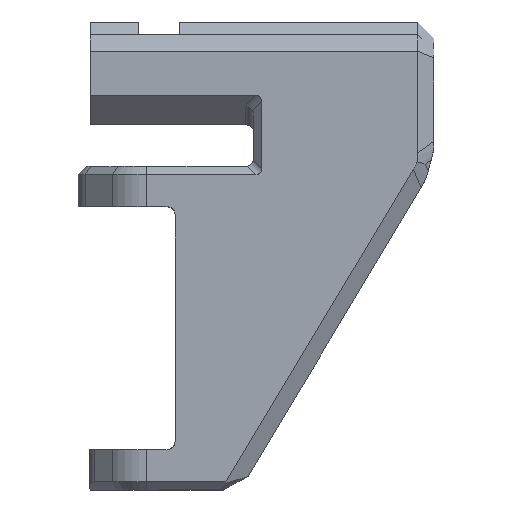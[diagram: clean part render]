
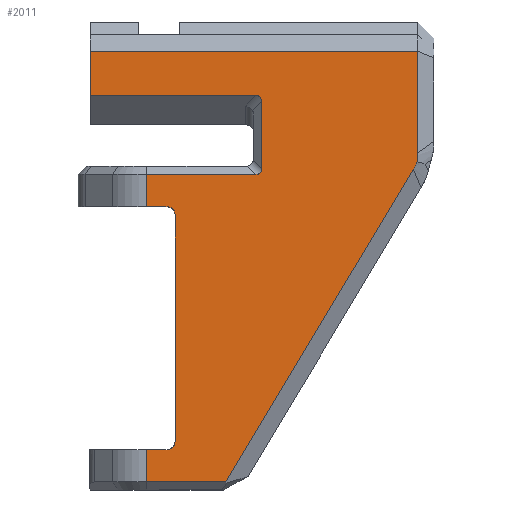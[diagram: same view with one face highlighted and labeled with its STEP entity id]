
A CAD part, front view. The second image highlights one B-rep face of the part: STEP entity #2011.
In plain terms, the highlighted planar face has unit normal (0, -1, 0).
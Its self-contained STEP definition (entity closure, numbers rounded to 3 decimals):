
#21=ELLIPSE('',#2106,0.866,0.5);
#35=ELLIPSE('',#2129,0.866,0.5);
#37=ELLIPSE('',#2142,6.353,4.);
#44=ELLIPSE('',#2151,6.353,4.);
#61=CIRCLE('',#2074,0.5);
#62=CIRCLE('',#2077,0.5);
#170=PLANE('',#2176);
#210=LINE('',#3430,#411);
#212=LINE('',#3440,#413);
#256=LINE('',#3569,#457);
#266=LINE('',#3603,#467);
#293=LINE('',#3708,#494);
#321=LINE('',#3763,#522);
#340=LINE('',#3800,#541);
#341=LINE('',#3802,#542);
#342=LINE('',#3803,#543);
#343=LINE('',#3804,#544);
#344=LINE('',#3806,#545);
#345=LINE('',#3808,#546);
#346=LINE('',#3809,#547);
#411=VECTOR('',#2275,10.);
#413=VECTOR('',#2289,10.);
#457=VECTOR('',#2409,10.);
#467=VECTOR('',#2445,10.);
#494=VECTOR('',#2526,10.);
#522=VECTOR('',#2566,10.);
#541=VECTOR('',#2607,10.);
#542=VECTOR('',#2608,10.);
#543=VECTOR('',#2609,10.);
#544=VECTOR('',#2610,10.);
#545=VECTOR('',#2611,10.);
#546=VECTOR('',#2612,10.);
#547=VECTOR('',#2613,10.);
#666=FACE_OUTER_BOUND('',#781,.T.);
#781=EDGE_LOOP('',(#1711,#1712,#1713,#1714,#1715,#1716,#1717,#1718,#1719,
#1720,#1721,#1722,#1723,#1724,#1725,#1726,#1727,#1728,#1729));
#882=VERTEX_POINT('',#3422);
#883=VERTEX_POINT('',#3424);
#884=VERTEX_POINT('',#3428);
#885=VERTEX_POINT('',#3432);
#886=VERTEX_POINT('',#3439);
#918=VERTEX_POINT('',#3527);
#919=VERTEX_POINT('',#3529);
#933=VERTEX_POINT('',#3567);
#941=VERTEX_POINT('',#3591);
#944=VERTEX_POINT('',#3601);
#960=VERTEX_POINT('',#3646);
#961=VERTEX_POINT('',#3647);
#971=VERTEX_POINT('',#3675);
#979=VERTEX_POINT('',#3706);
#1000=VERTEX_POINT('',#3762);
#1007=VERTEX_POINT('',#3799);
#1008=VERTEX_POINT('',#3801);
#1009=VERTEX_POINT('',#3805);
#1010=VERTEX_POINT('',#3807);
#1082=EDGE_CURVE('',#882,#883,#61,.T.);
#1085=EDGE_CURVE('',#882,#884,#210,.T.);
#1087=EDGE_CURVE('',#885,#884,#62,.T.);
#1090=EDGE_CURVE('',#886,#883,#212,.T.);
#1134=EDGE_CURVE('',#918,#919,#21,.T.);
#1154=EDGE_CURVE('',#933,#918,#256,.T.);
#1165=EDGE_CURVE('',#941,#933,#35,.T.);
#1171=EDGE_CURVE('',#944,#941,#266,.T.);
#1189=EDGE_CURVE('',#960,#961,#37,.T.);
#1203=EDGE_CURVE('',#971,#960,#44,.T.);
#1217=EDGE_CURVE('',#979,#971,#293,.T.);
#1245=EDGE_CURVE('',#961,#1000,#321,.T.);
#1264=EDGE_CURVE('',#1007,#979,#340,.T.);
#1265=EDGE_CURVE('',#1008,#1007,#341,.T.);
#1266=EDGE_CURVE('',#919,#1008,#342,.T.);
#1267=EDGE_CURVE('',#886,#944,#343,.T.);
#1268=EDGE_CURVE('',#885,#1009,#344,.T.);
#1269=EDGE_CURVE('',#1010,#1009,#345,.T.);
#1270=EDGE_CURVE('',#1000,#1010,#346,.T.);
#1711=ORIENTED_EDGE('',*,*,#1189,.F.);
#1712=ORIENTED_EDGE('',*,*,#1203,.F.);
#1713=ORIENTED_EDGE('',*,*,#1217,.F.);
#1714=ORIENTED_EDGE('',*,*,#1264,.F.);
#1715=ORIENTED_EDGE('',*,*,#1265,.F.);
#1716=ORIENTED_EDGE('',*,*,#1266,.F.);
#1717=ORIENTED_EDGE('',*,*,#1134,.F.);
#1718=ORIENTED_EDGE('',*,*,#1154,.F.);
#1719=ORIENTED_EDGE('',*,*,#1165,.F.);
#1720=ORIENTED_EDGE('',*,*,#1171,.F.);
#1721=ORIENTED_EDGE('',*,*,#1267,.F.);
#1722=ORIENTED_EDGE('',*,*,#1090,.T.);
#1723=ORIENTED_EDGE('',*,*,#1082,.F.);
#1724=ORIENTED_EDGE('',*,*,#1085,.T.);
#1725=ORIENTED_EDGE('',*,*,#1087,.F.);
#1726=ORIENTED_EDGE('',*,*,#1268,.T.);
#1727=ORIENTED_EDGE('',*,*,#1269,.F.);
#1728=ORIENTED_EDGE('',*,*,#1270,.F.);
#1729=ORIENTED_EDGE('',*,*,#1245,.F.);
#2011=ADVANCED_FACE('',(#666),#170,.T.);
#2074=AXIS2_PLACEMENT_3D('',#3425,#2269,#2270);
#2077=AXIS2_PLACEMENT_3D('',#3434,#2279,#2280);
#2106=AXIS2_PLACEMENT_3D('',#3530,#2370,#2371);
#2129=AXIS2_PLACEMENT_3D('',#3592,#2433,#2434);
#2142=AXIS2_PLACEMENT_3D('',#3648,#2474,#2475);
#2151=AXIS2_PLACEMENT_3D('',#3677,#2498,#2499);
#2176=AXIS2_PLACEMENT_3D('',#3798,#2605,#2606);
#2269=DIRECTION('center_axis',(0.,-1.,0.));
#2270=DIRECTION('ref_axis',(0.707,0.,0.707));
#2275=DIRECTION('',(0.,0.,-1.));
#2279=DIRECTION('center_axis',(0.,-1.,0.));
#2280=DIRECTION('ref_axis',(0.707,0.,-0.707));
#2289=DIRECTION('',(1.,0.,0.));
#2370=DIRECTION('center_axis',(0.,-1.,0.));
#2371=DIRECTION('ref_axis',(0.707,0.,0.707));
#2409=DIRECTION('',(0.,0.,1.));
#2433=DIRECTION('center_axis',(0.,-1.,0.));
#2434=DIRECTION('ref_axis',(0.707,0.,-0.707));
#2445=DIRECTION('',(1.,0.,0.));
#2474=DIRECTION('center_axis',(0.,1.,0.));
#2475=DIRECTION('ref_axis',(0.393,0.,-0.919));
#2498=DIRECTION('center_axis',(0.,1.,0.));
#2499=DIRECTION('ref_axis',(0.81,0.,0.586));
#2526=DIRECTION('',(0.,0.,-1.));
#2566=DIRECTION('',(-0.514,0.,-0.857));
#2605=DIRECTION('center_axis',(0.,-1.,0.));
#2606=DIRECTION('ref_axis',(0.,0.,
1.));
#2607=DIRECTION('',(1.,0.,0.));
#2608=DIRECTION('',(0.,0.,1.));
#2609=DIRECTION('',(-1.,0.,0.));
#2610=DIRECTION('',(0.,0.,1.));
#2611=DIRECTION('',(-1.,0.,0.));
#2612=DIRECTION('',(0.,0.,1.));
#2613=DIRECTION('',(-1.,0.,0.));
#3422=CARTESIAN_POINT('',(7.26,11.662,11.11));
#3424=CARTESIAN_POINT('',(6.76,11.662,11.61));
#3425=CARTESIAN_POINT('Origin',(6.76,11.662,11.11));
#3428=CARTESIAN_POINT('',(7.26,11.662,-2.89));
#3430=CARTESIAN_POINT('',(7.26,11.662,9.11));
#3432=CARTESIAN_POINT('',(6.76,11.662,-3.39));
#3434=CARTESIAN_POINT('Origin',(6.76,11.662,-2.89));
#3439=CARTESIAN_POINT('',(5.502,11.662,11.61));
#3440=CARTESIAN_POINT('',(4.26,11.662,11.61));
#3527=CARTESIAN_POINT('',(12.61,11.662,18.132));
#3529=CARTESIAN_POINT('',(12.256,11.662,18.485));
#3530=CARTESIAN_POINT('Origin',(11.903,11.662,17.778));
#3567=CARTESIAN_POINT('',(12.61,11.662,13.964));
#3569=CARTESIAN_POINT('',(12.61,11.662,16.298));
#3591=CARTESIAN_POINT('',(12.256,11.662,13.61));
#3592=CARTESIAN_POINT('Origin',(11.903,11.662,14.317));
#3601=CARTESIAN_POINT('',(5.502,11.662,13.61));
#3603=CARTESIAN_POINT('',(9.26,11.662,13.61));
#3646=CARTESIAN_POINT('',(22.222,11.662,14.398));
#3647=CARTESIAN_POINT('',(21.981,11.662,13.923));
#3648=CARTESIAN_POINT('Origin',(18.183,11.662,18.587));
#3675=CARTESIAN_POINT('',(22.26,11.662,14.928));
#3677=CARTESIAN_POINT('Origin',(16.603,11.662,12.883));
#3706=CARTESIAN_POINT('',(22.26,11.662,21.235));
#3708=CARTESIAN_POINT('',(22.26,11.662,19.173));
#3762=CARTESIAN_POINT('',(10.393,11.662,-5.39));
#3763=CARTESIAN_POINT('',(19.176,11.662,9.248));
#3798=CARTESIAN_POINT('Origin',(14.26,11.662,18.485));
#3799=CARTESIAN_POINT('',(2.01,11.662,21.235));
#3800=CARTESIAN_POINT('',(14.26,11.662,21.235));
#3801=CARTESIAN_POINT('',(2.01,11.662,18.485));
#3802=CARTESIAN_POINT('',(2.01,11.662,21.235));
#3803=CARTESIAN_POINT('',(14.26,11.662,18.485));
#3804=CARTESIAN_POINT('',(5.502,11.662,14.11));
#3805=CARTESIAN_POINT('',(5.502,11.662,-3.39));
#3806=CARTESIAN_POINT('',(4.26,11.662,-3.39));
#3807=CARTESIAN_POINT('',(5.502,11.662,-5.39));
#3808=CARTESIAN_POINT('',(5.502,11.662,9.11));
#3809=CARTESIAN_POINT('',(9.26,11.662,-5.39));
